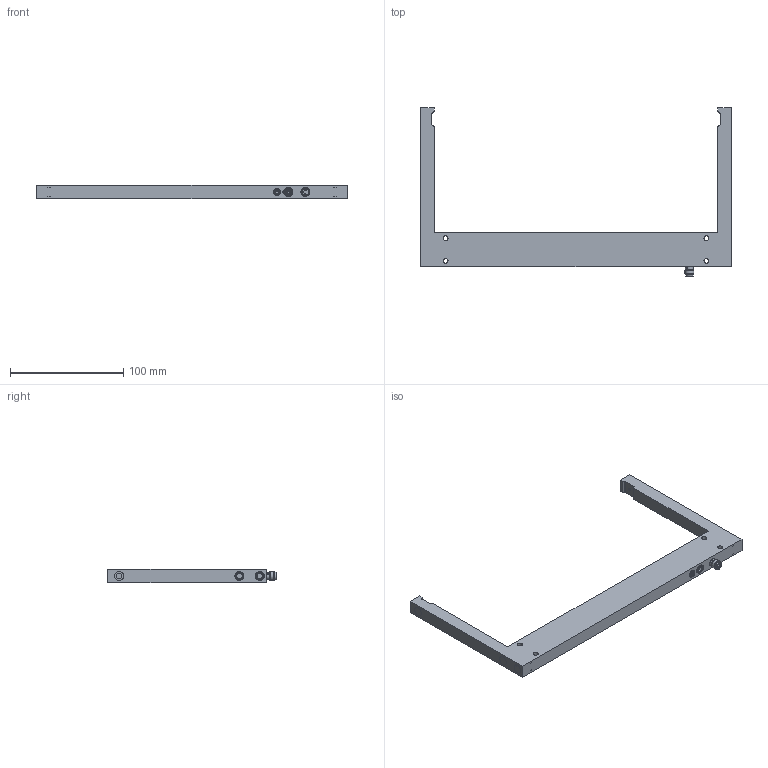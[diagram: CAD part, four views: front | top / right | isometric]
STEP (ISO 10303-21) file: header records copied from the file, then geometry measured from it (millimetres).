
FILE_DESCRIPTION(/* description */ (''),/* implementation_level */ '2;1');
FILE_NAME(/* name */ 'ipf_z3d_OGLE0572.stp',/* time_stamp */ '2019-05-22T14:39:18+02:00',/* author */ ('gelzhaeuser'),/* organization */ (''),/* preprocessor_version */ 'ST-DEVELOPER v15.2',/* originating_system */ 'Autodesk Inventor 2014',/* authorisation */ '');
FILE_SCHEMA (('AUTOMOTIVE_DESIGN { 1 0 10303 214 3 1 1 }'));
Length unit declared in the file: millimetre
Products named in the file (1): ipf_z3d_OGLE0572
Bounding box: 274 x 148.5 x 12 mm (x, y, z)
Volume: 128505.9 mm3; surface area: 37688.5 mm2
Topology: 1 solids, 15 shells, 266 faces, 560 edges, 365 vertices
Faces by surface type: plane 145, cylinder 107, cone 9, sphere 3, torus 2
Full cylindrical faces by diameter (mm): 1 x3, 2 x4, 2.459 x4, 2.5 x2, 3.5 x4, 4.3 x4, 5 x6, 5.7 x1, 5.8 x2, 6.4 x1, 6.6 x4, 6.7 x6, 6.9 x1, 7 x4, 7.2 x1, 8 x5, 8.08 x2, 8.1 x6
Entity records: 6976 total; most frequent: CARTESIAN_POINT 1361, DIRECTION 1166, ORIENTED_EDGE 920, AXIS2_PLACEMENT_3D 474, EDGE_CURVE 460, EDGE_LOOP 399, VERTEX_POINT 339, FACE_OUTER_BOUND 266
